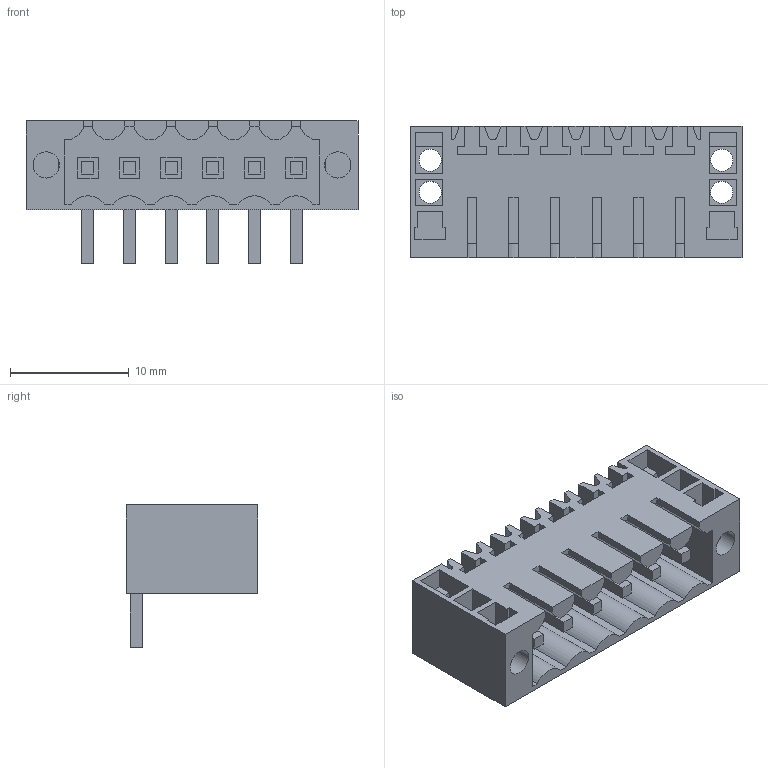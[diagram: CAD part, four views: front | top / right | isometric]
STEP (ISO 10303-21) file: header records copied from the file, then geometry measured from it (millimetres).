
FILE_DESCRIPTION(('CATIA V5 STEP Exchange','CAx-IF Rec.Pracs.--- Model Styling and Organization---1.2---2011-12-15'),'2;1');
FILE_NAME ('D1453593_0_1618100000_1618100000.stp','2018-03-06T12:32:28+00:00',('none'),('Weidmueller'),'CATIA Version 5-6 Release 2014','CATIA V5 STEP AP214','none');
FILE_SCHEMA(('AUTOMOTIVE_DESIGN { 1 0 10303 214 1 1 1 1 }'));
Length unit declared in the file: millimetre
Products named in the file (1): 1618100000
Bounding box: 27.9 x 11.05 x 11.95 mm (x, y, z)
Volume: 1063.1 mm3; surface area: 2951.4 mm2
Topology: 7 solids, 7 shells, 418 faces, 1245 edges, 847 vertices
Faces by surface type: plane 377, cylinder 41
Entity records: 13095 total; most frequent: ORIENTED_EDGE 2490, CARTESIAN_POINT 2354, DIRECTION 1767, EDGE_CURVE 1245, VECTOR 1151, LINE 1151, VERTEX_POINT 847, EDGE_LOOP 454
